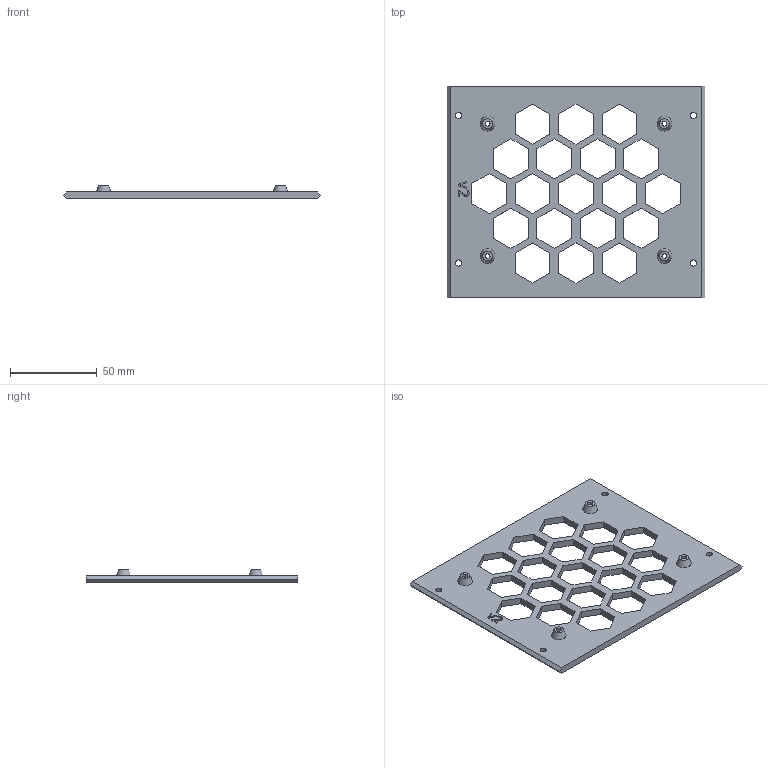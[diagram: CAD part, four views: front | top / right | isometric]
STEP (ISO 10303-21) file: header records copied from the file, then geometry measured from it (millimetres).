
FILE_DESCRIPTION(/* description */ (''),/* implementation_level */ '2;1');
FILE_NAME(/* name */ 'MCU Tray - BTT SKR v2.step',/* time_stamp */ '2023-11-11T02:13:25-06:00',/* author */ (''),/* organization */ (''),/* preprocessor_version */ 'ST-DEVELOPER v20',/* originating_system */ 'Autodesk Translation Framework v12.14.0.127',/* authorisation */ '');
FILE_SCHEMA (('AUTOMOTIVE_DESIGN { 1 0 10303 214 3 1 1 }'));
Length unit declared in the file: millimetre
Products named in the file (1): Stock
Bounding box: 148.6 x 121.85 x 8 mm (x, y, z)
Volume: 45589.2 mm3; surface area: 30549.7 mm2
Topology: 1 solids, 1 shells, 193 faces, 555 edges, 370 vertices
Faces by surface type: plane 142, bspline 39, cylinder 8, cone 4
Full cylindrical faces by diameter (mm): 2.8 x4, 3.6 x4
Entity records: 6751 total; most frequent: CARTESIAN_POINT 1782, ORIENTED_EDGE 1110, DIRECTION 811, EDGE_CURVE 555, LINE 453, VECTOR 453, VERTEX_POINT 370, EDGE_LOOP 253
